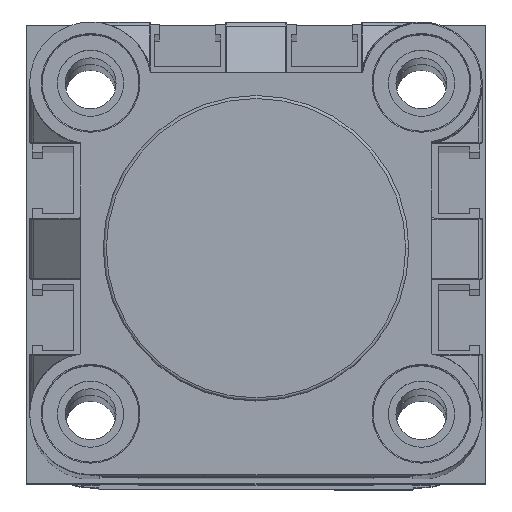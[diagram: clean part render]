
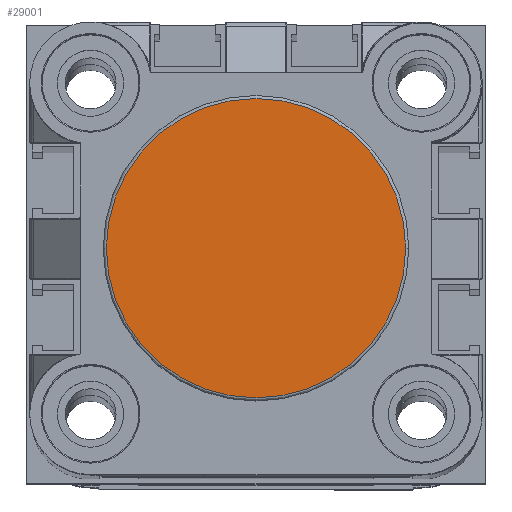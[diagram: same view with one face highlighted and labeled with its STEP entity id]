
A CAD part, top view. The second image highlights one B-rep face of the part: STEP entity #29001.
In plain terms, the highlighted planar face has unit normal (0, 0, 1).
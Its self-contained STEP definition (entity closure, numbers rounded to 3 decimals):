
#711 = CARTESIAN_POINT ( 'NONE',  ( 17.25, -17.25, 30. ) ) ;
#833 = DIRECTION ( 'NONE',  ( 0., 0., 1. ) ) ;
#926 = CARTESIAN_POINT ( 'NONE',  ( 17.25, -17.25, 30. ) ) ;
#1799 = CARTESIAN_POINT ( 'NONE',  ( 2.55, -17.25, 30. ) ) ;
#3139 = CARTESIAN_POINT ( 'NONE',  ( 31.95, -17.25, 30. ) ) ;
#3449 = DIRECTION ( 'NONE',  ( 1., 0., 0. ) ) ;
#4269 = AXIS2_PLACEMENT_3D ( 'NONE', #711, #833, #18379 ) ;
#5499 = VERTEX_POINT ( 'NONE', #1799 ) ;
#7251 = VERTEX_POINT ( 'NONE', #3139 ) ;
#11057 = DIRECTION ( 'NONE',  ( 0., 0., 1. ) ) ;
#11219 = FACE_OUTER_BOUND ( 'NONE', #16898, .T. ) ;
#13929 = CIRCLE ( 'NONE', #16504, 14.7 ) ;
#15895 = PLANE ( 'NONE',  #4269 ) ;
#16504 = AXIS2_PLACEMENT_3D ( 'NONE', #926, #18486, #3449 ) ;
#16898 = EDGE_LOOP ( 'NONE', ( #27275, #25690 ) ) ;
#18379 = DIRECTION ( 'NONE',  ( 1., 0., 0. ) ) ;
#18486 = DIRECTION ( 'NONE',  ( 0., 0., 1. ) ) ;
#20304 = CIRCLE ( 'NONE', #24042, 14.7 ) ;
#22019 = EDGE_CURVE ( 'NONE', #7251, #5499, #20304, .T. ) ;
#24042 = AXIS2_PLACEMENT_3D ( 'NONE', #26048, #11057, #28550 ) ;
#25690 = ORIENTED_EDGE ( 'NONE', *, *, #29858, .T. ) ;
#26048 = CARTESIAN_POINT ( 'NONE',  ( 17.25, -17.25, 30. ) ) ;
#27275 = ORIENTED_EDGE ( 'NONE', *, *, #22019, .T. ) ;
#28550 = DIRECTION ( 'NONE',  ( 1., 0., 0. ) ) ;
#29001 = ADVANCED_FACE ( 'NONE', ( #11219 ), #15895, .T. ) ;
#29858 = EDGE_CURVE ( 'NONE', #5499, #7251, #13929, .T. ) ;
